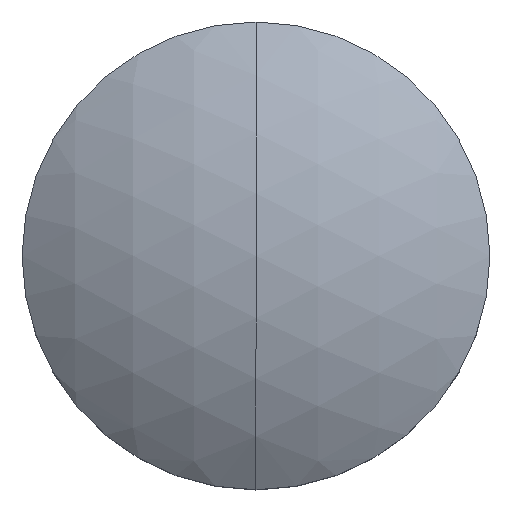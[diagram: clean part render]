
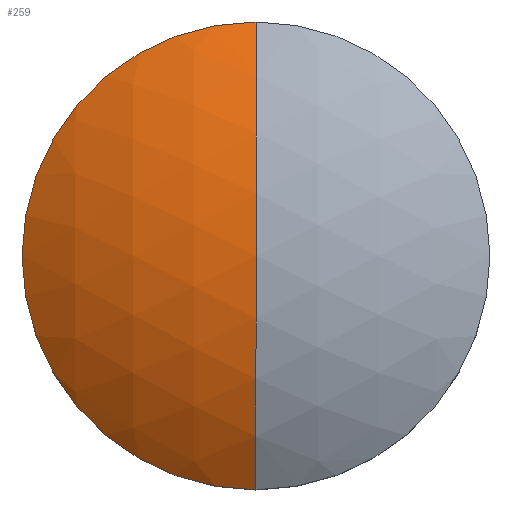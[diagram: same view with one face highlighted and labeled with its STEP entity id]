
A CAD part, top view. The second image highlights one B-rep face of the part: STEP entity #259.
In plain terms, the highlighted spherical face has radius 5.15 mm.
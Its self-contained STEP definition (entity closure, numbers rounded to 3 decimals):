
#35 = DIRECTION ( 'NONE',  ( -1., 0., 0. ) ) ;
#36 = CARTESIAN_POINT ( 'NONE',  ( 0., 0., -3.92 ) ) ;
#37 = AXIS2_PLACEMENT_3D ( 'NONE', #36, #35, #112 ) ;
#38 = CIRCLE ( 'NONE', #37, 5.15 ) ;
#40 = CARTESIAN_POINT ( 'NONE',  ( 0., -3., 0.266 ) ) ;
#41 = DIRECTION ( 'NONE',  ( 1., 0., 0. ) ) ;
#42 = DIRECTION ( 'NONE',  ( 0., 0., 1. ) ) ;
#43 = CARTESIAN_POINT ( 'NONE',  ( 0., 0., 0.266 ) ) ;
#44 = AXIS2_PLACEMENT_3D ( 'NONE', #43, #42, #41 ) ;
#45 = CIRCLE ( 'NONE', #44, 3. ) ;
#51 = CARTESIAN_POINT ( 'NONE',  ( -3., 0., 0.266 ) ) ;
#112 = DIRECTION ( 'NONE',  ( 0., -1., 0. ) ) ;
#150 = DIRECTION ( 'NONE',  ( 0., 0., -1. ) ) ;
#151 = DIRECTION ( 'NONE',  ( 1., 0., 0. ) ) ;
#152 = CARTESIAN_POINT ( 'NONE',  ( 0., 0., -3.92 ) ) ;
#153 = AXIS2_PLACEMENT_3D ( 'NONE', #152, #151, #150 ) ;
#154 = CIRCLE ( 'NONE', #153, 5.15 ) ;
#156 = CARTESIAN_POINT ( 'NONE',  ( 0., 0., 1.23 ) ) ;
#157 = CARTESIAN_POINT ( 'NONE',  ( 0., 3., 0.266 ) ) ;
#158 = DIRECTION ( 'NONE',  ( 1., 0., 0. ) ) ;
#159 = DIRECTION ( 'NONE',  ( 0., 0., 1. ) ) ;
#160 = AXIS2_PLACEMENT_3D ( 'NONE', #165, #159, #158 ) ;
#161 = CIRCLE ( 'NONE', #160, 3. ) ;
#165 = CARTESIAN_POINT ( 'NONE',  ( 0., 0., 0.266 ) ) ;
#180 = FACE_OUTER_BOUND ( 'NONE', #260, .T. ) ;
#205 = DIRECTION ( 'NONE',  ( 0., 1., 0. ) ) ;
#206 = DIRECTION ( 'NONE',  ( -1., 0., 0. ) ) ;
#207 = CARTESIAN_POINT ( 'NONE',  ( 0., 0., -3.92 ) ) ;
#208 = AXIS2_PLACEMENT_3D ( 'NONE', #207, #206, #205 ) ;
#210 = SPHERICAL_SURFACE ( 'NONE', #208, 5.15 ) ;
#230 = VERTEX_POINT ( 'NONE', #51 ) ;
#232 = ORIENTED_EDGE ( 'NONE', *, *, #233, .T. ) ;
#233 = EDGE_CURVE ( 'NONE', #230, #234, #45, .T. ) ;
#234 = VERTEX_POINT ( 'NONE', #40 ) ;
#235 = ORIENTED_EDGE ( 'NONE', *, *, #236, .T. ) ;
#236 = EDGE_CURVE ( 'NONE', #234, #249, #38, .T. ) ;
#247 = EDGE_CURVE ( 'NONE', #248, #230, #161, .T. ) ;
#248 = VERTEX_POINT ( 'NONE', #157 ) ;
#249 = VERTEX_POINT ( 'NONE', #156 ) ;
#250 = ORIENTED_EDGE ( 'NONE', *, *, #251, .F. ) ;
#251 = EDGE_CURVE ( 'NONE', #248, #249, #154, .T. ) ;
#259 = ADVANCED_FACE ( 'NONE', ( #180 ), #210, .T. ) ;
#260 = EDGE_LOOP ( 'NONE', ( #261, #232, #235, #250 ) ) ;
#261 = ORIENTED_EDGE ( 'NONE', *, *, #247, .T. ) ;
